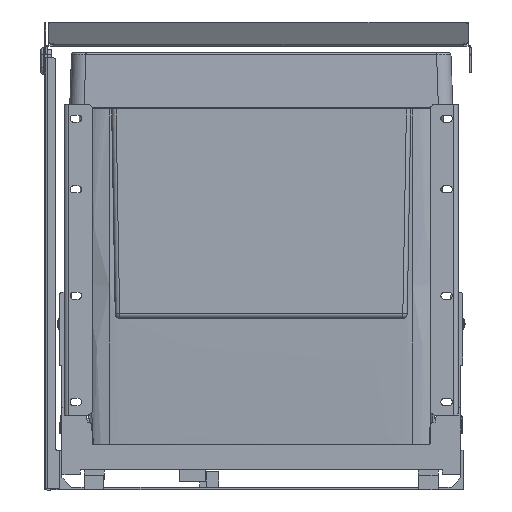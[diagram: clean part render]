
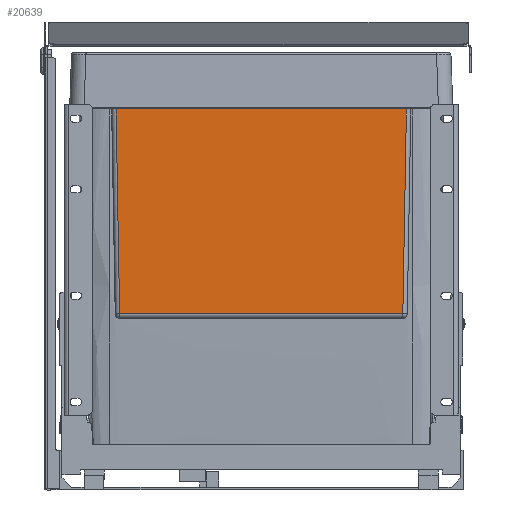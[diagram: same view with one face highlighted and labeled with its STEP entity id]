
A CAD part, front view. The second image highlights one B-rep face of the part: STEP entity #20639.
In plain terms, the highlighted planar face has unit normal (0, -1, -0.018).
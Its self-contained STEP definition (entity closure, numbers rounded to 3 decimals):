
#1330=FACE_OUTER_BOUND('',#2440,.T.);
#2440=EDGE_LOOP('',(#14629,#14630,#14631,#14632));
#4628=LINE('',#31120,#6549);
#4631=LINE('',#31134,#6552);
#4634=LINE('',#31155,#6555);
#4638=LINE('',#31177,#6559);
#6549=VECTOR('',#25164,10.);
#6552=VECTOR('',#25179,10.);
#6555=VECTOR('',#25186,10.);
#6559=VECTOR('',#25194,10.);
#8423=VERTEX_POINT('',#31113);
#8425=VERTEX_POINT('',#31118);
#8426=VERTEX_POINT('',#31123);
#8429=VERTEX_POINT('',#31130);
#10683=EDGE_CURVE('',#8425,#8423,#4628,.T.);
#10690=EDGE_CURVE('',#8426,#8429,#4631,.T.);
#10694=EDGE_CURVE('',#8423,#8426,#4634,.T.);
#10699=EDGE_CURVE('',#8429,#8425,#4638,.T.);
#14629=ORIENTED_EDGE('',*,*,#10690,.F.);
#14630=ORIENTED_EDGE('',*,*,#10694,.F.);
#14631=ORIENTED_EDGE('',*,*,#10683,.F.);
#14632=ORIENTED_EDGE('',*,*,#10699,.F.);
#18789=PLANE('',#22018);
#20639=ADVANCED_FACE('',(#1330),#18789,.T.);
#22018=AXIS2_PLACEMENT_3D('',#31176,#25192,#25193);
#25164=DIRECTION('',(-0.017,0.017,-1.));
#25179=DIRECTION('',(-0.017,-0.017,1.));
#25186=DIRECTION('',(-1.,0.,0.));
#25192=DIRECTION('center_axis',(0.,-1.,
-0.017));
#25193=DIRECTION('ref_axis',(-1.,0.,0.));
#25194=DIRECTION('',(1.,0.,0.));
#31113=CARTESIAN_POINT('',(216.909,9.808,159.024));
#31118=CARTESIAN_POINT('',(220.157,6.56,345.094));
#31120=CARTESIAN_POINT('',(220.117,6.6,342.806));
#31123=CARTESIAN_POINT('',(-38.909,9.808,159.024));
#31130=CARTESIAN_POINT('',(-42.157,6.56,345.094));
#31134=CARTESIAN_POINT('',(-42.107,6.61,342.233));
#31155=CARTESIAN_POINT('',(21.422,9.808,159.024));
#31176=CARTESIAN_POINT('Origin',(-46.157,6.56,345.094));
#31177=CARTESIAN_POINT('',(21.422,6.56,345.094));
